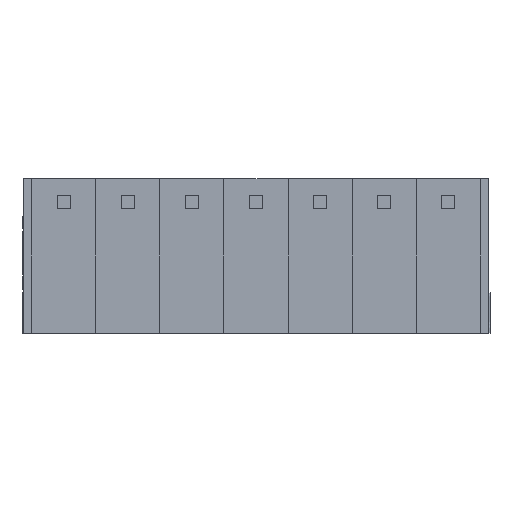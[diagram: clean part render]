
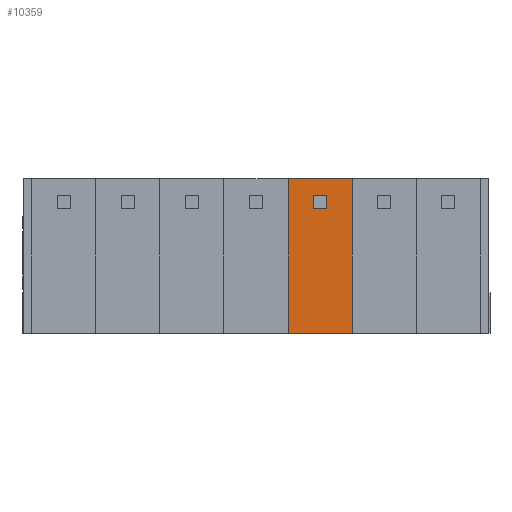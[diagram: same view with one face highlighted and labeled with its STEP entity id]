
A CAD part, front view. The second image highlights one B-rep face of the part: STEP entity #10359.
In plain terms, the highlighted face is planar.
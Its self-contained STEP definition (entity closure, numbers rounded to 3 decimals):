
#96 = FACE_BOUND ( 'NONE', #4322, .T. ) ;
#232 = VERTEX_POINT ( 'NONE', #4583 ) ;
#376 = CARTESIAN_POINT ( 'NONE',  ( 17.63, 4.6, -3.7 ) ) ;
#481 = DIRECTION ( 'NONE',  ( -1., 0., 0. ) ) ;
#502 = LINE ( 'NONE', #3172, #11151 ) ;
#509 = VECTOR ( 'NONE', #15075, 1000. ) ;
#1103 = ORIENTED_EDGE ( 'NONE', *, *, #13682, .T. ) ;
#1112 = VECTOR ( 'NONE', #13515, 1000. ) ;
#1157 = FACE_OUTER_BOUND ( 'NONE', #9522, .T. ) ;
#1201 = EDGE_CURVE ( 'NONE', #9193, #232, #12864, .T. ) ;
#1417 = ORIENTED_EDGE ( 'NONE', *, *, #2059, .F. ) ;
#1738 = VECTOR ( 'NONE', #13964, 1000. ) ;
#1789 = VERTEX_POINT ( 'NONE', #16568 ) ;
#2059 = EDGE_CURVE ( 'NONE', #2696, #11867, #5990, .T. ) ;
#2130 = CARTESIAN_POINT ( 'NONE',  ( 0.4, -2.8, -3.7 ) ) ;
#2303 = LINE ( 'NONE', #5122, #10712 ) ;
#2549 = AXIS2_PLACEMENT_3D ( 'NONE', #9548, #6859, #5723 ) ;
#2696 = VERTEX_POINT ( 'NONE', #5130 ) ;
#2802 = ORIENTED_EDGE ( 'NONE', *, *, #1201, .T. ) ;
#3062 = CARTESIAN_POINT ( 'NONE',  ( -1.905, -4.6, -3.7 ) ) ;
#3172 = CARTESIAN_POINT ( 'NONE',  ( -0.4, -3.2, -3.7 ) ) ;
#3349 = EDGE_CURVE ( 'NONE', #1789, #7823, #9027, .T. ) ;
#3444 = CARTESIAN_POINT ( 'NONE',  ( 1.905, 4.6, -3.7 ) ) ;
#3557 = DIRECTION ( 'NONE',  ( 0., -1., 0. ) ) ;
#4170 = ORIENTED_EDGE ( 'NONE', *, *, #3349, .F. ) ;
#4322 = EDGE_LOOP ( 'NONE', ( #9560, #1103, #4170, #4354 ) ) ;
#4354 = ORIENTED_EDGE ( 'NONE', *, *, #13989, .F. ) ;
#4406 = CARTESIAN_POINT ( 'NONE',  ( -0.4, -2.8, -3.7 ) ) ;
#4462 = PLANE ( 'NONE',  #2549 ) ;
#4583 = CARTESIAN_POINT ( 'NONE',  ( 1.905, -4.6, -3.7 ) ) ;
#4751 = CARTESIAN_POINT ( 'NONE',  ( -1.905, 0., -3.7 ) ) ;
#5122 = CARTESIAN_POINT ( 'NONE',  ( 0.4, 0., -3.7 ) ) ;
#5130 = CARTESIAN_POINT ( 'NONE',  ( -1.905, 4.6, -3.7 ) ) ;
#5477 = CARTESIAN_POINT ( 'NONE',  ( -0.4, -3.6, -3.7 ) ) ;
#5723 = DIRECTION ( 'NONE',  ( 1., 0., 0. ) ) ;
#5728 = DIRECTION ( 'NONE',  ( -1., 0., 0. ) ) ;
#5754 = EDGE_CURVE ( 'NONE', #9193, #2696, #7597, .T. ) ;
#5929 = DIRECTION ( 'NONE',  ( 0., -1., 0. ) ) ;
#5990 = LINE ( 'NONE', #4751, #1738 ) ;
#6801 = CARTESIAN_POINT ( 'NONE',  ( -0.4, -3.6, -3.7 ) ) ;
#6859 = DIRECTION ( 'NONE',  ( 0., 0., 1. ) ) ;
#6937 = VECTOR ( 'NONE', #481, 1000. ) ;
#7104 = VECTOR ( 'NONE', #3557, 1000. ) ;
#7597 = LINE ( 'NONE', #376, #9885 ) ;
#7823 = VERTEX_POINT ( 'NONE', #5477 ) ;
#8640 = EDGE_CURVE ( 'NONE', #8747, #9468, #10923, .T. ) ;
#8747 = VERTEX_POINT ( 'NONE', #2130 ) ;
#8930 = DIRECTION ( 'NONE',  ( 0., -1., 0. ) ) ;
#9027 = LINE ( 'NONE', #6801, #6937 ) ;
#9184 = ORIENTED_EDGE ( 'NONE', *, *, #10443, .F. ) ;
#9193 = VERTEX_POINT ( 'NONE', #10726 ) ;
#9409 = CARTESIAN_POINT ( 'NONE',  ( -0.4, -2.8, -3.7 ) ) ;
#9468 = VERTEX_POINT ( 'NONE', #9409 ) ;
#9522 = EDGE_LOOP ( 'NONE', ( #2802, #9184, #1417, #9549 ) ) ;
#9548 = CARTESIAN_POINT ( 'NONE',  ( 0., 0., -3.7 ) ) ;
#9549 = ORIENTED_EDGE ( 'NONE', *, *, #5754, .F. ) ;
#9560 = ORIENTED_EDGE ( 'NONE', *, *, #8640, .T. ) ;
#9885 = VECTOR ( 'NONE', #5728, 1000. ) ;
#10359 = ADVANCED_FACE ( 'NONE', ( #96, #1157 ), #4462, .F. ) ;
#10443 = EDGE_CURVE ( 'NONE', #11867, #232, #15923, .T. ) ;
#10712 = VECTOR ( 'NONE', #8930, 1000. ) ;
#10726 = CARTESIAN_POINT ( 'NONE',  ( 1.905, 4.6, -3.7 ) ) ;
#10923 = LINE ( 'NONE', #4406, #1112 ) ;
#11151 = VECTOR ( 'NONE', #5929, 1000. ) ;
#11867 = VERTEX_POINT ( 'NONE', #3062 ) ;
#12864 = LINE ( 'NONE', #3444, #7104 ) ;
#13515 = DIRECTION ( 'NONE',  ( -1., 0., 0. ) ) ;
#13682 = EDGE_CURVE ( 'NONE', #9468, #7823, #502, .T. ) ;
#13739 = CARTESIAN_POINT ( 'NONE',  ( -17.63, -4.6, -3.7 ) ) ;
#13964 = DIRECTION ( 'NONE',  ( 0., -1., 0. ) ) ;
#13989 = EDGE_CURVE ( 'NONE', #8747, #1789, #2303, .T. ) ;
#15075 = DIRECTION ( 'NONE',  ( 1., 0., 0. ) ) ;
#15923 = LINE ( 'NONE', #13739, #509 ) ;
#16568 = CARTESIAN_POINT ( 'NONE',  ( 0.4, -3.6, -3.7 ) ) ;
